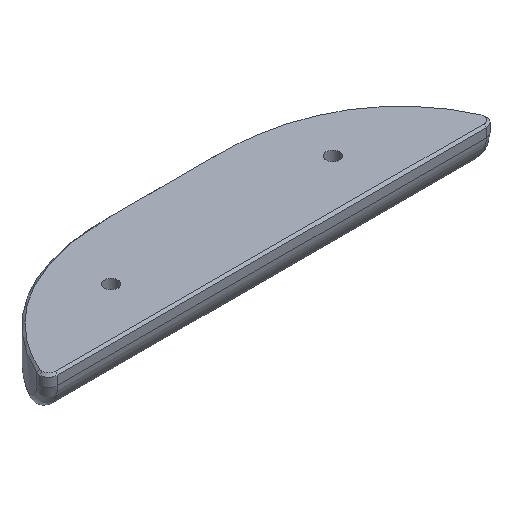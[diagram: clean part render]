
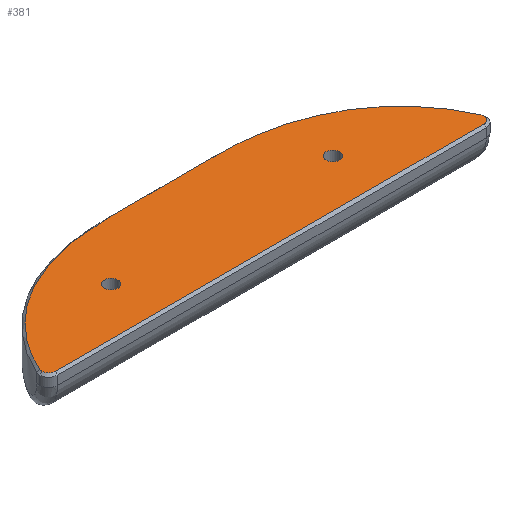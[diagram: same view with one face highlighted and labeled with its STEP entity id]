
A CAD part, isometric view. The second image highlights one B-rep face of the part: STEP entity #381.
In plain terms, the highlighted planar face has unit normal (0, 0, 1).
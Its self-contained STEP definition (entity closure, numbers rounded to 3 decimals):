
#243=CARTESIAN_POINT('',(0.,0.,15.));
#244=DIRECTION('',(0.,0.,1.));
#245=DIRECTION('',(1.,0.,0.));
#246=AXIS2_PLACEMENT_3D('',#243,#244,#245);
#247=PLANE('',#246);
#248=CARTESIAN_POINT('',(37.5,18.,15.));
#249=VERTEX_POINT('',#248);
#250=CARTESIAN_POINT('',(42.5,18.,15.));
#251=VERTEX_POINT('',#250);
#252=CARTESIAN_POINT('',(40.,18.,15.));
#253=DIRECTION('',(0.,0.,1.));
#254=DIRECTION('',(1.,0.,-0.));
#255=AXIS2_PLACEMENT_3D('',#252,#253,#254);
#256=CIRCLE('',#255,2.5);
#257=EDGE_CURVE('',#249,#251,#256,.T.);
#258=ORIENTED_EDGE('',*,*,#257,.F.);
#259=CARTESIAN_POINT('',(40.,18.,15.));
#260=DIRECTION('',(0.,0.,1.));
#261=DIRECTION('',(1.,0.,-0.));
#262=AXIS2_PLACEMENT_3D('',#259,#260,#261);
#263=CIRCLE('',#262,2.5);
#264=EDGE_CURVE('',#251,#249,#263,.T.);
#265=ORIENTED_EDGE('',*,*,#264,.F.);
#266=EDGE_LOOP('',(#258,#265));
#267=FACE_BOUND('',#266,.T.);
#268=CARTESIAN_POINT('',(-42.5,18.,15.));
#269=VERTEX_POINT('',#268);
#270=CARTESIAN_POINT('',(-37.5,18.,15.));
#271=VERTEX_POINT('',#270);
#272=CARTESIAN_POINT('',(-40.,18.,15.));
#273=DIRECTION('',(0.,0.,1.));
#274=DIRECTION('',(1.,0.,-0.));
#275=AXIS2_PLACEMENT_3D('',#272,#273,#274);
#276=CIRCLE('',#275,2.5);
#277=EDGE_CURVE('',#269,#271,#276,.T.);
#278=ORIENTED_EDGE('',*,*,#277,.F.);
#279=CARTESIAN_POINT('',(-40.,18.,15.));
#280=DIRECTION('',(0.,0.,1.));
#281=DIRECTION('',(1.,0.,-0.));
#282=AXIS2_PLACEMENT_3D('',#279,#280,#281);
#283=CIRCLE('',#282,2.5);
#284=EDGE_CURVE('',#271,#269,#283,.T.);
#285=ORIENTED_EDGE('',*,*,#284,.F.);
#286=EDGE_LOOP('',(#278,#285));
#287=FACE_BOUND('',#286,.T.);
#288=CARTESIAN_POINT('',(79.546,4.152,15.));
#289=VERTEX_POINT('',#288);
#290=CARTESIAN_POINT('',(19.789,39.2,15.));
#291=VERTEX_POINT('',#290);
#292=CARTESIAN_POINT('',(79.546,4.152,15.));
#293=CARTESIAN_POINT('',(77.642,8.565,15.));
#294=CARTESIAN_POINT('',(75.133,12.326,15.));
#295=CARTESIAN_POINT('',(72.674,16.01,15.));
#296=CARTESIAN_POINT('',(69.431,19.523,15.));
#297=CARTESIAN_POINT('',(66.255,22.962,15.));
#298=CARTESIAN_POINT('',(62.687,25.845,15.));
#299=CARTESIAN_POINT('',(59.29,28.589,15.));
#300=CARTESIAN_POINT('',(55.055,30.899,15.));
#301=CARTESIAN_POINT('',(51.222,32.99,15.));
#302=CARTESIAN_POINT('',(46.67,34.704,15.));
#303=CARTESIAN_POINT('',(42.339,36.335,15.));
#304=CARTESIAN_POINT('',(37.91,37.326,15.));
#305=CARTESIAN_POINT('',(29.543,39.196,15.));
#306=CARTESIAN_POINT('',(19.789,39.2,15.));
#307=B_SPLINE_CURVE_WITH_KNOTS('',2,(#292,#293,#294,#295,#296,#297,#298,#299,#300,#301,#302,#303,#304,#305,#306),.UNSPECIFIED.,.F.,.F.,(3,2,2,2,2,2,2,3),(0.,0.125,0.25,0.375,0.5,0.625,0.75,1.),.UNSPECIFIED.);
#308=EDGE_CURVE('',#289,#291,#307,.T.);
#309=ORIENTED_EDGE('',*,*,#308,.T.);
#310=CARTESIAN_POINT('',(0.,39.2,15.));
#311=VERTEX_POINT('',#310);
#312=CARTESIAN_POINT('',(19.789,39.2,15.));
#313=DIRECTION('',(-1.,0.,0.));
#314=VECTOR('',#313,19.789);
#315=LINE('',#312,#314);
#316=EDGE_CURVE('',#291,#311,#315,.T.);
#317=ORIENTED_EDGE('',*,*,#316,.T.);
#318=CARTESIAN_POINT('',(-19.789,39.2,15.));
#319=VERTEX_POINT('',#318);
#320=CARTESIAN_POINT('',(0.,39.2,15.));
#321=DIRECTION('',(-1.,0.,0.));
#322=VECTOR('',#321,19.789);
#323=LINE('',#320,#322);
#324=EDGE_CURVE('',#311,#319,#323,.T.);
#325=ORIENTED_EDGE('',*,*,#324,.T.);
#326=CARTESIAN_POINT('',(-79.546,4.152,15.));
#327=VERTEX_POINT('',#326);
#328=CARTESIAN_POINT('',(-19.789,39.2,15.));
#329=CARTESIAN_POINT('',(-29.542,39.196,15.));
#330=CARTESIAN_POINT('',(-37.91,37.326,15.));
#331=CARTESIAN_POINT('',(-42.337,36.336,15.));
#332=CARTESIAN_POINT('',(-46.67,34.704,15.));
#333=CARTESIAN_POINT('',(-51.22,32.991,15.));
#334=CARTESIAN_POINT('',(-55.055,30.899,15.));
#335=CARTESIAN_POINT('',(-59.289,28.59,15.));
#336=CARTESIAN_POINT('',(-62.687,25.845,15.));
#337=CARTESIAN_POINT('',(-66.253,22.963,15.));
#338=CARTESIAN_POINT('',(-69.431,19.523,15.));
#339=CARTESIAN_POINT('',(-72.673,16.012,15.));
#340=CARTESIAN_POINT('',(-75.133,12.326,15.));
#341=CARTESIAN_POINT('',(-77.642,8.566,15.));
#342=CARTESIAN_POINT('',(-79.546,4.152,15.));
#343=B_SPLINE_CURVE_WITH_KNOTS('',2,(#328,#329,#330,#331,#332,#333,#334,#335,#336,#337,#338,#339,#340,#341,#342),.UNSPECIFIED.,.F.,.F.,(3,2,2,2,2,2,2,3),(0.,0.25,0.375,0.5,0.625,0.75,0.875,1.),.UNSPECIFIED.);
#344=EDGE_CURVE('',#319,#327,#343,.T.);
#345=ORIENTED_EDGE('',*,*,#344,.T.);
#346=CARTESIAN_POINT('',(-79.743,3.2,15.));
#347=VERTEX_POINT('',#346);
#348=CARTESIAN_POINT('',(-77.343,3.2,15.));
#349=DIRECTION('',(0.,0.,1.));
#350=DIRECTION('',(1.,0.,-0.));
#351=AXIS2_PLACEMENT_3D('',#348,#349,#350);
#352=CIRCLE('',#351,2.4);
#353=EDGE_CURVE('',#327,#347,#352,.T.);
#354=ORIENTED_EDGE('',*,*,#353,.T.);
#355=CARTESIAN_POINT('',(-77.343,0.8,15.));
#356=VERTEX_POINT('',#355);
#357=CARTESIAN_POINT('',(-77.343,3.2,15.));
#358=DIRECTION('',(0.,0.,1.));
#359=DIRECTION('',(1.,0.,-0.));
#360=AXIS2_PLACEMENT_3D('',#357,#358,#359);
#361=CIRCLE('',#360,2.4);
#362=EDGE_CURVE('',#347,#356,#361,.T.);
#363=ORIENTED_EDGE('',*,*,#362,.T.);
#364=CARTESIAN_POINT('',(77.343,0.8,15.));
#365=VERTEX_POINT('',#364);
#366=CARTESIAN_POINT('',(-77.343,0.8,15.));
#367=DIRECTION('',(1.,0.,-0.));
#368=VECTOR('',#367,154.686);
#369=LINE('',#366,#368);
#370=EDGE_CURVE('',#356,#365,#369,.T.);
#371=ORIENTED_EDGE('',*,*,#370,.T.);
#372=CARTESIAN_POINT('',(77.343,3.2,15.));
#373=DIRECTION('',(0.,0.,1.));
#374=DIRECTION('',(1.,0.,-0.));
#375=AXIS2_PLACEMENT_3D('',#372,#373,#374);
#376=CIRCLE('',#375,2.4);
#377=EDGE_CURVE('',#365,#289,#376,.T.);
#378=ORIENTED_EDGE('',*,*,#377,.T.);
#379=EDGE_LOOP('',(#309,#317,#325,#345,#354,#363,#371,#378));
#380=FACE_BOUND('',#379,.T.);
#381=ADVANCED_FACE('',(#267,#287,#380),#247,.T.);
